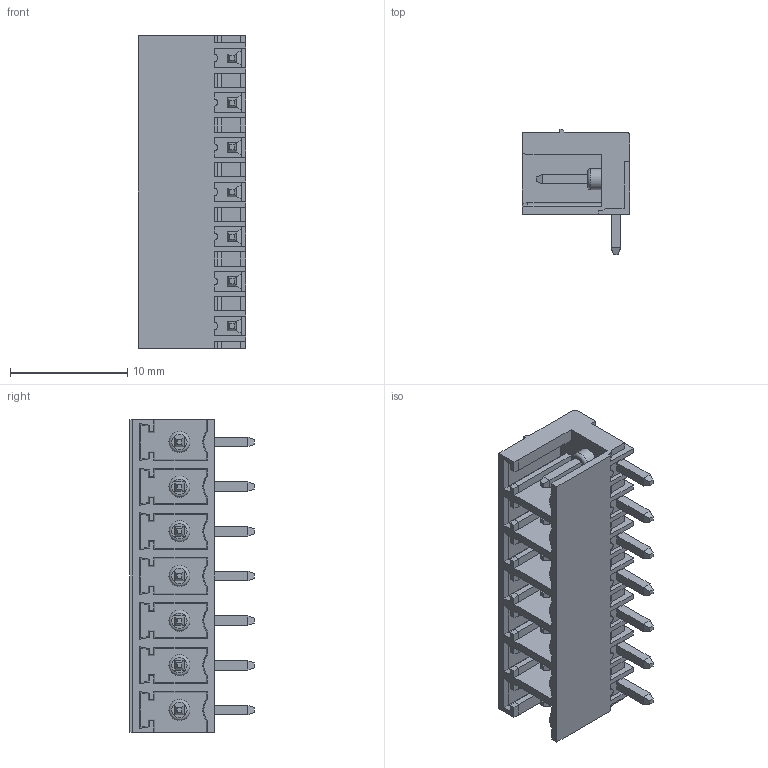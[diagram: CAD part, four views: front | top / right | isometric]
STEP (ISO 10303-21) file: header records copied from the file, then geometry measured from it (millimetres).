
FILE_DESCRIPTION( ( 'STEP AP214' ), '1' );
FILE_NAME( ' ', ' ', ( ' ' ), ( ' ' ), 'PSStep 13.0', 'VISI 18.0', ' ' );
FILE_SCHEMA( ( 'AUTOMOTIVE_DESIGN { 1 0 10303 214 1 1 1 1 }' ) );
Length unit declared in the file: millimetre
Products named in the file (1): 1
Bounding box: 9.2 x 10.65 x 26.67 mm (x, y, z)
Volume: 932.9 mm3; surface area: 2127.5 mm2
Topology: 1 solids, 1 shells, 484 faces, 1263 edges, 800 vertices
Faces by surface type: plane 448, cylinder 22, cone 7, torus 7
Full cylindrical faces by diameter (mm): 1.8 x7
Entity records: 18187 total; most frequent: CARTESIAN_POINT 2562, ORIENTED_EDGE 2484, DIRECTION 2256, EDGE_CURVE 1242, LINE 1170, VECTOR 1170, VERTEX_POINT 793, AXIS2_PLACEMENT_3D 543
